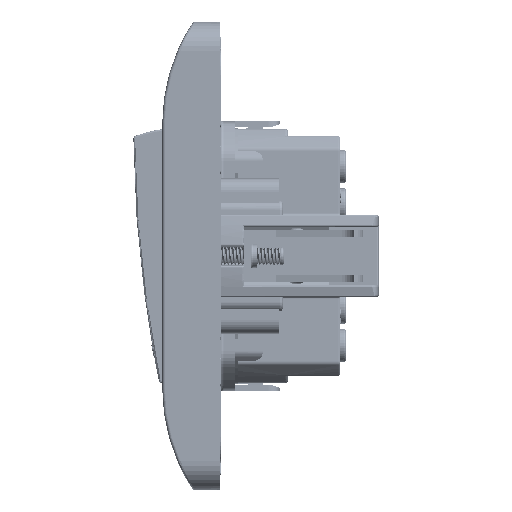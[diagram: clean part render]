
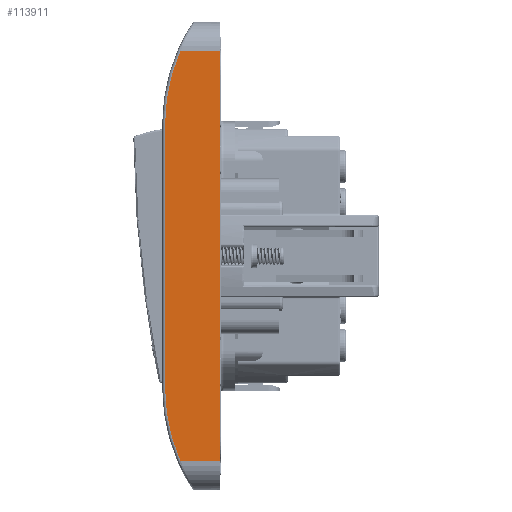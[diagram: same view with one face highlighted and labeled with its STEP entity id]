
A CAD part, left-side view. The second image highlights one B-rep face of the part: STEP entity #113911.
In plain terms, the highlighted planar face has unit normal (-1, 0, 0).
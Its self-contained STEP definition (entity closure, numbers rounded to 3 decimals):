
#105834=DIRECTION('',(0.,0.,-1.));
#105835=VECTOR('',#105834,45.33);
#105836=CARTESIAN_POINT('',(-40.,8.,22.665));
#105837=LINE('',#105836,#105835);
#105842=CARTESIAN_POINT('',(-40.,-22.5,22.665));
#105843=DIRECTION('',(1.,0.,0.));
#105844=DIRECTION('',(0.,1.,0.));
#105845=AXIS2_PLACEMENT_3D('',#105842,#105843,#105844);
#105847=CARTESIAN_POINT('',(-40.,-22.5,-22.665));
#105848=DIRECTION('',(1.,0.,0.));
#105849=DIRECTION('',(0.,0.915,-0.404));
#105850=AXIS2_PLACEMENT_3D('',#105847,#105848,#105849);
#105959=DIRECTION('',(0.,-1.,
0.));
#105960=VECTOR('',#105959,6.694);
#105961=CARTESIAN_POINT('',(-40.,5.394,
-35.));
#105962=LINE('',#105961,#105960);
#106061=DIRECTION('',(0.,0.,1.));
#106062=VECTOR('',#106061,70.);
#106063=CARTESIAN_POINT('',(-40.,-1.3,-35.));
#106064=LINE('',#106063,#106062);
#106122=DIRECTION('',(0.,1.,0.));
#106123=VECTOR('',#106122,6.694);
#106124=CARTESIAN_POINT('',(-40.,-1.3,35.));
#106125=LINE('',#106124,#106123);
#112362=CARTESIAN_POINT('',(-40.,8.,22.665));
#112363=CARTESIAN_POINT('',(-40.,8.,-22.665));
#112364=VERTEX_POINT('',#112362);
#112365=VERTEX_POINT('',#112363);
#112366=CARTESIAN_POINT('',(-40.,5.394,35.));
#112367=VERTEX_POINT('',#112366);
#112368=CARTESIAN_POINT('',(-40.,-1.3,35.));
#112369=VERTEX_POINT('',#112368);
#112370=CARTESIAN_POINT('',(-40.,-1.3,-35.));
#112371=VERTEX_POINT('',#112370);
#112372=CARTESIAN_POINT('',(-40.,5.394,
-35.));
#112373=VERTEX_POINT('',#112372);
#113893=CARTESIAN_POINT('',(-40.,3.5,0.));
#113894=DIRECTION('',(1.,0.,0.));
#113895=DIRECTION('',(0.,0.,-1.));
#113896=AXIS2_PLACEMENT_3D('',#113893,#113894,#113895);
#113897=PLANE('',#113896);
#113898=ORIENTED_EDGE('',*,*,#113883,.F.);
#113900=ORIENTED_EDGE('',*,*,#113899,.T.);
#113902=ORIENTED_EDGE('',*,*,#113901,.F.);
#113904=ORIENTED_EDGE('',*,*,#113903,.F.);
#113906=ORIENTED_EDGE('',*,*,#113905,.F.);
#113908=ORIENTED_EDGE('',*,*,#113907,.T.);
#113909=EDGE_LOOP('',(#113898,#113900,#113902,#113904,#113906,#113908));
#113910=FACE_OUTER_BOUND('',#113909,.F.);
#105846=CIRCLE('',#105845,30.5);
#105851=CIRCLE('',#105850,30.5);
#113883=EDGE_CURVE('',#112364,#112365,#105837,.T.);
#113899=EDGE_CURVE('',#112364,#112367,#105846,.T.);
#113901=EDGE_CURVE('',#112369,#112367,#106125,.T.);
#113903=EDGE_CURVE('',#112371,#112369,#106064,.T.);
#113905=EDGE_CURVE('',#112373,#112371,#105962,.T.);
#113907=EDGE_CURVE('',#112373,#112365,#105851,.T.);
#113911=ADVANCED_FACE('',(#113910),#113897,.F.);
